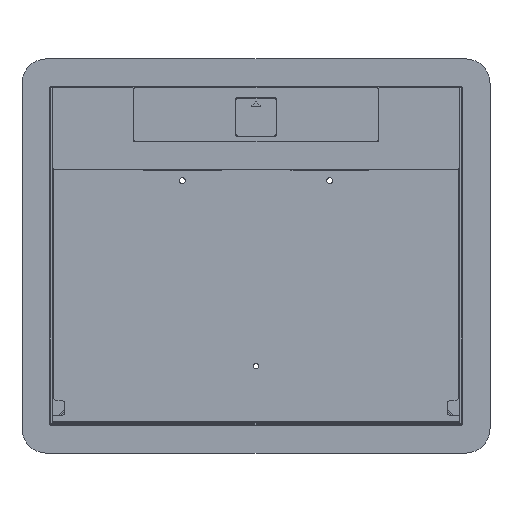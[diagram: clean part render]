
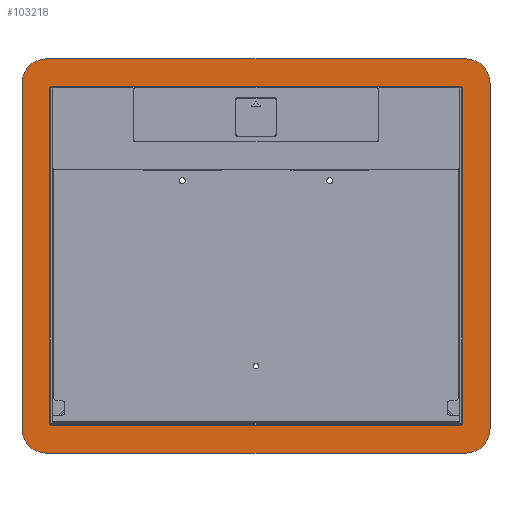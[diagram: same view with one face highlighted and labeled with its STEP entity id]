
A CAD part, top view. The second image highlights one B-rep face of the part: STEP entity #103218.
In plain terms, the highlighted planar face has unit normal (0, 0, 1).
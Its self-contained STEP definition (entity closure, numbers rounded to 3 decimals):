
#102701=AXIS2_PLACEMENT_3D('Circle Axis2P3D',#102699,#102700,$) ;
#102763=AXIS2_PLACEMENT_3D('Circle Axis2P3D',#102761,#102762,$) ;
#102825=AXIS2_PLACEMENT_3D('Circle Axis2P3D',#102823,#102824,$) ;
#102887=AXIS2_PLACEMENT_3D('Circle Axis2P3D',#102885,#102886,$) ;
#102966=AXIS2_PLACEMENT_3D('Circle Axis2P3D',#102964,#102965,$) ;
#103028=AXIS2_PLACEMENT_3D('Circle Axis2P3D',#103026,#103027,$) ;
#103090=AXIS2_PLACEMENT_3D('Circle Axis2P3D',#103088,#103089,$) ;
#103152=AXIS2_PLACEMENT_3D('Circle Axis2P3D',#103150,#103151,$) ;
#103196=AXIS2_PLACEMENT_3D('Plane Axis2P3D',#103193,#103194,#103195) ;
#102682=CARTESIAN_POINT('Vertex',(-128.,120.5,12.)) ;
#102696=CARTESIAN_POINT('Vertex',(-143.,105.5,12.)) ;
#102699=CARTESIAN_POINT('Axis2P3D Location',(-128.,105.5,12.)) ;
#102727=CARTESIAN_POINT('Vertex',(-143.,-105.5,12.)) ;
#102730=CARTESIAN_POINT('Line Origine',(-143.,0.,12.)) ;
#102758=CARTESIAN_POINT('Vertex',(-128.,-120.5,12.)) ;
#102761=CARTESIAN_POINT('Axis2P3D Location',(-128.,-105.5,12.)) ;
#102789=CARTESIAN_POINT('Vertex',(128.,-120.5,12.)) ;
#102792=CARTESIAN_POINT('Line Origine',(0.,-120.5,12.)) ;
#102820=CARTESIAN_POINT('Vertex',(143.,-105.5,12.)) ;
#102823=CARTESIAN_POINT('Axis2P3D Location',(128.,-105.5,12.)) ;
#102851=CARTESIAN_POINT('Vertex',(143.,105.5,12.)) ;
#102854=CARTESIAN_POINT('Line Origine',(143.,0.,12.)) ;
#102882=CARTESIAN_POINT('Vertex',(128.,120.5,12.)) ;
#102885=CARTESIAN_POINT('Axis2P3D Location',(128.,105.5,12.)) ;
#102907=CARTESIAN_POINT('Line Origine',(0.,120.5,12.)) ;
#102924=CARTESIAN_POINT('Line Origine',(0.,103.5,12.)) ;
#102928=CARTESIAN_POINT('Vertex',(125.,103.5,12.)) ;
#102930=CARTESIAN_POINT('Vertex',(-125.,103.5,12.)) ;
#102964=CARTESIAN_POINT('Axis2P3D Location',(125.,102.5,12.)) ;
#102968=CARTESIAN_POINT('Vertex',(126.,102.5,12.)) ;
#102995=CARTESIAN_POINT('Line Origine',(126.,0.,12.)) ;
#102999=CARTESIAN_POINT('Vertex',(126.,-102.5,12.)) ;
#103026=CARTESIAN_POINT('Axis2P3D Location',(125.,-102.5,12.)) ;
#103030=CARTESIAN_POINT('Vertex',(125.,-103.5,12.)) ;
#103057=CARTESIAN_POINT('Line Origine',(0.,-103.5,12.)) ;
#103061=CARTESIAN_POINT('Vertex',(-125.,-103.5,12.)) ;
#103088=CARTESIAN_POINT('Axis2P3D Location',(-125.,-102.5,12.)) ;
#103092=CARTESIAN_POINT('Vertex',(-126.,-102.5,12.)) ;
#103119=CARTESIAN_POINT('Line Origine',(-126.,0.,12.)) ;
#103123=CARTESIAN_POINT('Vertex',(-126.,102.5,12.)) ;
#103150=CARTESIAN_POINT('Axis2P3D Location',(-125.,102.5,12.)) ;
#103193=CARTESIAN_POINT('Axis2P3D Location',(0.,0.,12.)) ;
#102700=DIRECTION('Axis2P3D Direction',(0.,0.,1.)) ;
#102731=DIRECTION('Vector Direction',(0.,-1.,0.)) ;
#102762=DIRECTION('Axis2P3D Direction',(0.,0.,1.)) ;
#102793=DIRECTION('Vector Direction',(-1.,0.,0.)) ;
#102824=DIRECTION('Axis2P3D Direction',(0.,0.,1.)) ;
#102855=DIRECTION('Vector Direction',(0.,1.,0.)) ;
#102886=DIRECTION('Axis2P3D Direction',(0.,0.,1.)) ;
#102908=DIRECTION('Vector Direction',(1.,0.,0.)) ;
#102925=DIRECTION('Vector Direction',(1.,0.,0.)) ;
#102965=DIRECTION('Axis2P3D Direction',(0.,0.,1.)) ;
#102996=DIRECTION('Vector Direction',(0.,1.,0.)) ;
#103027=DIRECTION('Axis2P3D Direction',(0.,0.,1.)) ;
#103058=DIRECTION('Vector Direction',(-1.,0.,0.)) ;
#103089=DIRECTION('Axis2P3D Direction',(0.,0.,1.)) ;
#103120=DIRECTION('Vector Direction',(0.,-1.,0.)) ;
#103151=DIRECTION('Axis2P3D Direction',(0.,0.,1.)) ;
#103194=DIRECTION('Axis2P3D Direction',(0.,0.,1.)) ;
#103195=DIRECTION('Axis2P3D XDirection',(1.,0.,0.)) ;
#102732=VECTOR('Line Direction',#102731,1.) ;
#102794=VECTOR('Line Direction',#102793,1.) ;
#102856=VECTOR('Line Direction',#102855,1.) ;
#102909=VECTOR('Line Direction',#102908,1.) ;
#102926=VECTOR('Line Direction',#102925,1.) ;
#102997=VECTOR('Line Direction',#102996,1.) ;
#103059=VECTOR('Line Direction',#103058,1.) ;
#103121=VECTOR('Line Direction',#103120,1.) ;
#103199=ORIENTED_EDGE('',*,*,#102703,.T.) ;
#103200=ORIENTED_EDGE('',*,*,#102734,.T.) ;
#103201=ORIENTED_EDGE('',*,*,#102765,.T.) ;
#103202=ORIENTED_EDGE('',*,*,#102796,.T.) ;
#103203=ORIENTED_EDGE('',*,*,#102827,.T.) ;
#103204=ORIENTED_EDGE('',*,*,#102858,.T.) ;
#103205=ORIENTED_EDGE('',*,*,#102889,.T.) ;
#103206=ORIENTED_EDGE('',*,*,#102911,.T.) ;
#103209=ORIENTED_EDGE('',*,*,#102932,.F.) ;
#103210=ORIENTED_EDGE('',*,*,#102970,.F.) ;
#103211=ORIENTED_EDGE('',*,*,#103001,.F.) ;
#103212=ORIENTED_EDGE('',*,*,#103032,.F.) ;
#103213=ORIENTED_EDGE('',*,*,#103063,.F.) ;
#103214=ORIENTED_EDGE('',*,*,#103094,.F.) ;
#103215=ORIENTED_EDGE('',*,*,#103125,.F.) ;
#103216=ORIENTED_EDGE('',*,*,#103154,.F.) ;
#103217=FACE_BOUND('',#103208,.T.) ;
#103218=ADVANCED_FACE('Corps principal',(#103207,#103217),#103197,.T.) ;
#102702=CIRCLE('generated circle',#102701,15.) ;
#102764=CIRCLE('generated circle',#102763,15.) ;
#102826=CIRCLE('generated circle',#102825,15.) ;
#102888=CIRCLE('generated circle',#102887,15.) ;
#102967=CIRCLE('generated circle',#102966,1.) ;
#103029=CIRCLE('generated circle',#103028,1.) ;
#103091=CIRCLE('generated circle',#103090,1.) ;
#103153=CIRCLE('generated circle',#103152,1.) ;
#102703=EDGE_CURVE('',#102683,#102697,#102702,.T.) ;
#102734=EDGE_CURVE('',#102697,#102728,#102733,.T.) ;
#102765=EDGE_CURVE('',#102728,#102759,#102764,.T.) ;
#102796=EDGE_CURVE('',#102759,#102790,#102795,.F.) ;
#102827=EDGE_CURVE('',#102790,#102821,#102826,.T.) ;
#102858=EDGE_CURVE('',#102821,#102852,#102857,.T.) ;
#102889=EDGE_CURVE('',#102852,#102883,#102888,.T.) ;
#102911=EDGE_CURVE('',#102883,#102683,#102910,.F.) ;
#102932=EDGE_CURVE('',#102929,#102931,#102927,.F.) ;
#102970=EDGE_CURVE('',#102969,#102929,#102967,.T.) ;
#103001=EDGE_CURVE('',#103000,#102969,#102998,.T.) ;
#103032=EDGE_CURVE('',#103031,#103000,#103029,.T.) ;
#103063=EDGE_CURVE('',#103062,#103031,#103060,.F.) ;
#103094=EDGE_CURVE('',#103093,#103062,#103091,.T.) ;
#103125=EDGE_CURVE('',#103124,#103093,#103122,.T.) ;
#103154=EDGE_CURVE('',#102931,#103124,#103153,.T.) ;
#103198=EDGE_LOOP('',(#103199,#103200,#103201,#103202,#103203,#103204,#103205,#103206)) ;
#103208=EDGE_LOOP('',(#103209,#103210,#103211,#103212,#103213,#103214,#103215,#103216)) ;
#103207=FACE_OUTER_BOUND('',#103198,.T.) ;
#102733=LINE('Line',#102730,#102732) ;
#102795=LINE('Line',#102792,#102794) ;
#102857=LINE('Line',#102854,#102856) ;
#102910=LINE('Line',#102907,#102909) ;
#102927=LINE('Line',#102924,#102926) ;
#102998=LINE('Line',#102995,#102997) ;
#103060=LINE('Line',#103057,#103059) ;
#103122=LINE('Line',#103119,#103121) ;
#103197=PLANE('',#103196) ;
#102683=VERTEX_POINT('',#102682) ;
#102697=VERTEX_POINT('',#102696) ;
#102728=VERTEX_POINT('',#102727) ;
#102759=VERTEX_POINT('',#102758) ;
#102790=VERTEX_POINT('',#102789) ;
#102821=VERTEX_POINT('',#102820) ;
#102852=VERTEX_POINT('',#102851) ;
#102883=VERTEX_POINT('',#102882) ;
#102929=VERTEX_POINT('',#102928) ;
#102931=VERTEX_POINT('',#102930) ;
#102969=VERTEX_POINT('',#102968) ;
#103000=VERTEX_POINT('',#102999) ;
#103031=VERTEX_POINT('',#103030) ;
#103062=VERTEX_POINT('',#103061) ;
#103093=VERTEX_POINT('',#103092) ;
#103124=VERTEX_POINT('',#103123) ;
